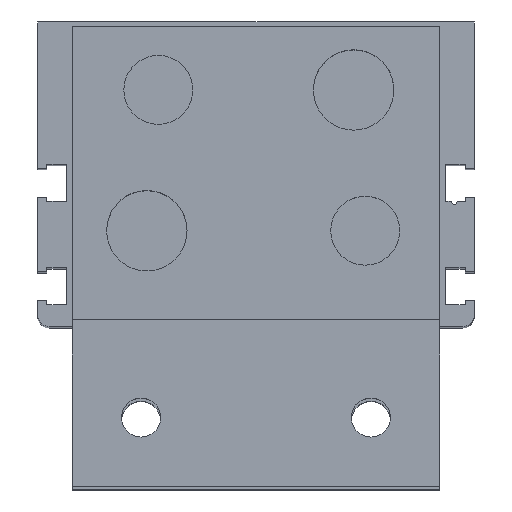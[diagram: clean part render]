
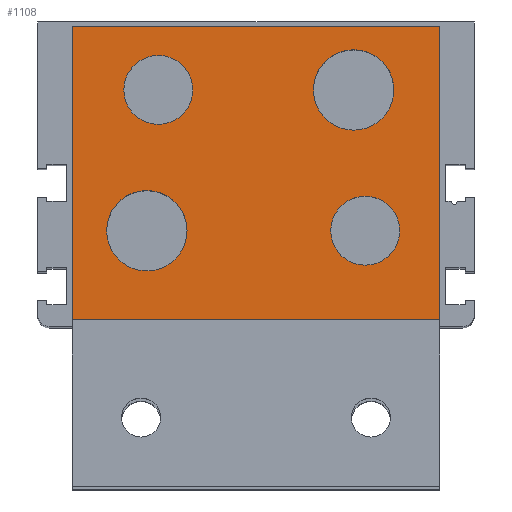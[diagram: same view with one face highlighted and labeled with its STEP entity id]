
A CAD part, top view. The second image highlights one B-rep face of the part: STEP entity #1108.
In plain terms, the highlighted planar face has unit normal (0, 0, 1).
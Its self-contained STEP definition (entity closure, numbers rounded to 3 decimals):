
#534 = CARTESIAN_POINT ( 'NONE',  ( -11., 14.5, 182. ) ) ;
#565 = CIRCLE ( 'NONE', #584, 6. ) ;
#584 = AXIS2_PLACEMENT_3D ( 'NONE', #628, #627, #631 ) ;
#627 = DIRECTION ( 'NONE',  ( 0., 0., 1. ) ) ;
#628 = CARTESIAN_POINT ( 'NONE',  ( -17., 14.5, 182. ) ) ;
#630 = CARTESIAN_POINT ( 'NONE',  ( -23., 14.5, 182. ) ) ;
#631 = DIRECTION ( 'NONE',  ( 1., 0., 0. ) ) ;
#897 = EDGE_LOOP ( 'NONE', ( #1123, #1121 ) ) ;
#1059 = EDGE_CURVE ( 'NONE', #1085, #1060, #2323, .T. ) ;
#1060 = VERTEX_POINT ( 'NONE', #2339 ) ;
#1061 = VERTEX_POINT ( 'NONE', #2334 ) ;
#1064 = ORIENTED_EDGE ( 'NONE', *, *, #1213, .F. ) ;
#1066 = ORIENTED_EDGE ( 'NONE', *, *, #1111, .F. ) ;
#1073 = ORIENTED_EDGE ( 'NONE', *, *, #1074, .T. ) ;
#1074 = EDGE_CURVE ( 'NONE', #1061, #1079, #2390, .T. ) ;
#1076 = EDGE_LOOP ( 'NONE', ( #1081, #1064 ) ) ;
#1079 = VERTEX_POINT ( 'NONE', #2407 ) ;
#1081 = ORIENTED_EDGE ( 'NONE', *, *, #1087, .F. ) ;
#1085 = VERTEX_POINT ( 'NONE', #2409 ) ;
#1087 = EDGE_CURVE ( 'NONE', #1343, #1442, #2419, .T. ) ;
#1090 = EDGE_LOOP ( 'NONE', ( #1066, #1095 ) ) ;
#1091 = ORIENTED_EDGE ( 'NONE', *, *, #1059, .T. ) ;
#1095 = ORIENTED_EDGE ( 'NONE', *, *, #1235, .F. ) ;
#1097 = EDGE_LOOP ( 'NONE', ( #1102, #1091, #1112, #1073 ) ) ;
#1102 = ORIENTED_EDGE ( 'NONE', *, *, #1103, .F. ) ;
#1103 = EDGE_CURVE ( 'NONE', #1085, #1079, #2445, .T. ) ;
#1108 = ADVANCED_FACE ( 'NONE', ( #2536, #2534, #2533, #2532, #2531 ), #2537, .T. ) ;
#1111 = EDGE_CURVE ( 'NONE', #1232, #1279, #2518, .T. ) ;
#1112 = ORIENTED_EDGE ( 'NONE', *, *, #1113, .T. ) ;
#1113 = EDGE_CURVE ( 'NONE', #1060, #1061, #2568, .T. ) ;
#1121 = ORIENTED_EDGE ( 'NONE', *, *, #3909, .F. ) ;
#1123 = ORIENTED_EDGE ( 'NONE', *, *, #1144, .F. ) ;
#1144 = EDGE_CURVE ( 'NONE', #3933, #3869, #2594, .T. ) ;
#1145 = ORIENTED_EDGE ( 'NONE', *, *, #4088, .F. ) ;
#1148 = EDGE_LOOP ( 'NONE', ( #1160, #1145 ) ) ;
#1159 = EDGE_CURVE ( 'NONE', #4087, #4077, #2955, .T. ) ;
#1160 = ORIENTED_EDGE ( 'NONE', *, *, #1159, .F. ) ;
#1213 = EDGE_CURVE ( 'NONE', #1442, #1343, #3017, .T. ) ;
#1232 = VERTEX_POINT ( 'NONE', #3050 ) ;
#1235 = EDGE_CURVE ( 'NONE', #1279, #1232, #2867, .T. ) ;
#1279 = VERTEX_POINT ( 'NONE', #2204 ) ;
#1343 = VERTEX_POINT ( 'NONE', #3522 ) ;
#1442 = VERTEX_POINT ( 'NONE', #3609 ) ;
#1888 = CARTESIAN_POINT ( 'NONE',  ( 25., -10., 182. ) ) ;
#1965 = DIRECTION ( 'NONE',  ( 1., 0., 0. ) ) ;
#1966 = DIRECTION ( 'NONE',  ( 0., 0., 1. ) ) ;
#1973 = CIRCLE ( 'NONE', #1979, 6. ) ;
#1974 = CARTESIAN_POINT ( 'NONE',  ( 13., -10., 182. ) ) ;
#1979 = AXIS2_PLACEMENT_3D ( 'NONE', #1982, #1966, #1965 ) ;
#1982 = CARTESIAN_POINT ( 'NONE',  ( 19., -10., 182. ) ) ;
#2204 = CARTESIAN_POINT ( 'NONE',  ( 10., 14.5, 182. ) ) ;
#2323 = LINE ( 'NONE', #2328, #2327 ) ;
#2325 = VECTOR ( 'NONE', #2333, 1000. ) ;
#2326 = DIRECTION ( 'NONE',  ( 0., 1., 0. ) ) ;
#2327 = VECTOR ( 'NONE', #2326, 1000. ) ;
#2328 = CARTESIAN_POINT ( 'NONE',  ( 32., 25.5, 182. ) ) ;
#2333 = DIRECTION ( 'NONE',  ( -1., 0., 0. ) ) ;
#2334 = CARTESIAN_POINT ( 'NONE',  ( -32., 25.5, 182. ) ) ;
#2339 = CARTESIAN_POINT ( 'NONE',  ( 32., 25.5, 182. ) ) ;
#2388 = VECTOR ( 'NONE', #2397, 1000. ) ;
#2389 = CARTESIAN_POINT ( 'NONE',  ( -32., 25.5, 182. ) ) ;
#2390 = LINE ( 'NONE', #2389, #2388 ) ;
#2397 = DIRECTION ( 'NONE',  ( 0., -1., 0. ) ) ;
#2407 = CARTESIAN_POINT ( 'NONE',  ( -32., -25.5, 182. ) ) ;
#2409 = CARTESIAN_POINT ( 'NONE',  ( 32., -25.5, 182. ) ) ;
#2418 = AXIS2_PLACEMENT_3D ( 'NONE', #2427, #2426, #2425 ) ;
#2419 = CIRCLE ( 'NONE', #2418, 7. ) ;
#2425 = DIRECTION ( 'NONE',  ( 1., 0., 0. ) ) ;
#2426 = DIRECTION ( 'NONE',  ( 0., 0., 1. ) ) ;
#2427 = CARTESIAN_POINT ( 'NONE',  ( -19., -10., 182. ) ) ;
#2444 = CARTESIAN_POINT ( 'NONE',  ( -32., -25.5, 182. ) ) ;
#2445 = LINE ( 'NONE', #2444, #2325 ) ;
#2513 = DIRECTION ( 'NONE',  ( 1., 0., 0. ) ) ;
#2515 = DIRECTION ( 'NONE',  ( 0., 0., 1. ) ) ;
#2516 = CARTESIAN_POINT ( 'NONE',  ( 17., 14.5, 182. ) ) ;
#2517 = AXIS2_PLACEMENT_3D ( 'NONE', #2516, #2515, #2513 ) ;
#2518 = CIRCLE ( 'NONE', #2517, 7. ) ;
#2520 = AXIS2_PLACEMENT_3D ( 'NONE', #2525, #2522, #2521 ) ;
#2521 = DIRECTION ( 'NONE',  ( 1., 0., 0. ) ) ;
#2522 = DIRECTION ( 'NONE',  ( 0., 0., 1. ) ) ;
#2525 = CARTESIAN_POINT ( 'NONE',  ( -32., -54.5, 182. ) ) ;
#2531 = FACE_BOUND ( 'NONE', #1148, .T. ) ;
#2532 = FACE_BOUND ( 'NONE', #897, .T. ) ;
#2533 = FACE_OUTER_BOUND ( 'NONE', #1097, .T. ) ;
#2534 = FACE_BOUND ( 'NONE', #1090, .T. ) ;
#2536 = FACE_BOUND ( 'NONE', #1076, .T. ) ;
#2537 = PLANE ( 'NONE',  #2520 ) ;
#2552 = DIRECTION ( 'NONE',  ( -1., 0., 0. ) ) ;
#2565 = CARTESIAN_POINT ( 'NONE',  ( -32., 25.5, 182. ) ) ;
#2567 = VECTOR ( 'NONE', #2552, 1000. ) ;
#2568 = LINE ( 'NONE', #2565, #2567 ) ;
#2589 = DIRECTION ( 'NONE',  ( 1., 0., 0. ) ) ;
#2590 = DIRECTION ( 'NONE',  ( 0., 0., 1. ) ) ;
#2591 = CARTESIAN_POINT ( 'NONE',  ( 19., -10., 182. ) ) ;
#2592 = AXIS2_PLACEMENT_3D ( 'NONE', #2591, #2590, #2589 ) ;
#2594 = CIRCLE ( 'NONE', #2592, 6. ) ;
#2859 = CARTESIAN_POINT ( 'NONE',  ( -17., 14.5, 182. ) ) ;
#2860 = AXIS2_PLACEMENT_3D ( 'NONE', #2859, #2862, #2863 ) ;
#2862 = DIRECTION ( 'NONE',  ( 0., 0., 1. ) ) ;
#2863 = DIRECTION ( 'NONE',  ( 1., 0., 0. ) ) ;
#2864 = DIRECTION ( 'NONE',  ( 1., 0., 0. ) ) ;
#2865 = DIRECTION ( 'NONE',  ( 0., 0., 1. ) ) ;
#2866 = AXIS2_PLACEMENT_3D ( 'NONE', #2868, #2865, #2864 ) ;
#2867 = CIRCLE ( 'NONE', #2866, 7. ) ;
#2868 = CARTESIAN_POINT ( 'NONE',  ( 17., 14.5, 182. ) ) ;
#2955 = CIRCLE ( 'NONE', #2860, 6. ) ;
#3014 = DIRECTION ( 'NONE',  ( 1., 0., 0. ) ) ;
#3015 = DIRECTION ( 'NONE',  ( 0., 0., 1. ) ) ;
#3016 = AXIS2_PLACEMENT_3D ( 'NONE', #3025, #3015, #3014 ) ;
#3017 = CIRCLE ( 'NONE', #3016, 7. ) ;
#3025 = CARTESIAN_POINT ( 'NONE',  ( -19., -10., 182. ) ) ;
#3050 = CARTESIAN_POINT ( 'NONE',  ( 24., 14.5, 182. ) ) ;
#3522 = CARTESIAN_POINT ( 'NONE',  ( -12., -10., 182. ) ) ;
#3609 = CARTESIAN_POINT ( 'NONE',  ( -26., -10., 182. ) ) ;
#3869 = VERTEX_POINT ( 'NONE', #1888 ) ;
#3909 = EDGE_CURVE ( 'NONE', #3869, #3933, #1973, .T. ) ;
#3933 = VERTEX_POINT ( 'NONE', #1974 ) ;
#4077 = VERTEX_POINT ( 'NONE', #534 ) ;
#4087 = VERTEX_POINT ( 'NONE', #630 ) ;
#4088 = EDGE_CURVE ( 'NONE', #4077, #4087, #565, .T. ) ;
